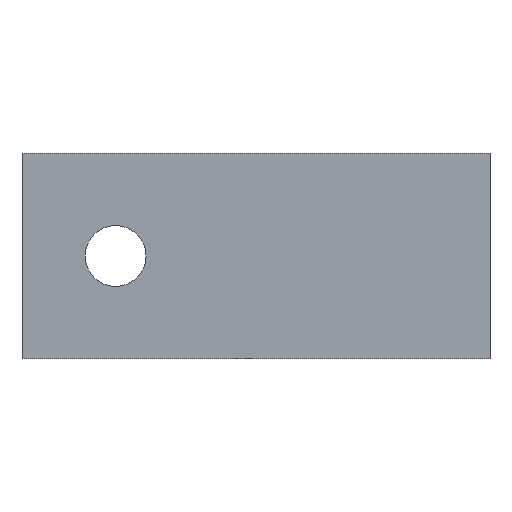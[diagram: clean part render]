
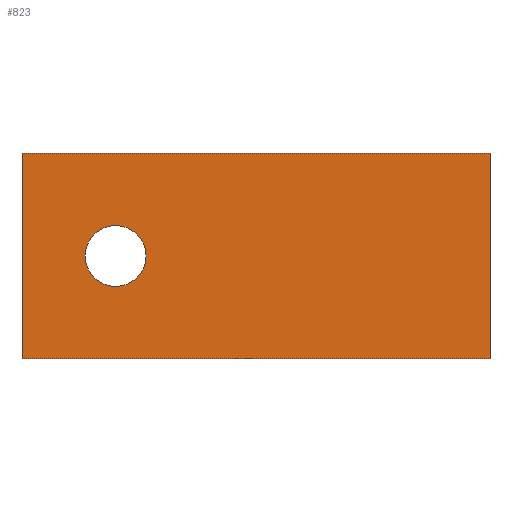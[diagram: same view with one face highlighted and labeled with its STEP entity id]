
A CAD part, front view. The second image highlights one B-rep face of the part: STEP entity #823.
In plain terms, the highlighted planar face has unit normal (0, -1, 0).
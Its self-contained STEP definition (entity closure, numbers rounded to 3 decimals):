
#16 = DIRECTION ( 'NONE',  ( 0., 0., 1. ) ) ;
#17 = DIRECTION ( 'NONE',  ( 0., 1., 0. ) ) ;
#19 = PLANE ( 'NONE',  #880 ) ;
#22 = CARTESIAN_POINT ( 'NONE',  ( 50.785, 80.422, 22. ) ) ;
#114 = CARTESIAN_POINT ( 'NONE',  ( 14.035, 80.422, 11. ) ) ;
#118 = CARTESIAN_POINT ( 'NONE',  ( 50.785, 80.422, 22. ) ) ;
#119 = CARTESIAN_POINT ( 'NONE',  ( 0.785, 80.422, 0. ) ) ;
#122 = CARTESIAN_POINT ( 'NONE',  ( 0.785, 80.422, 22. ) ) ;
#134 = CARTESIAN_POINT ( 'NONE',  ( 7.535, 80.422, 11. ) ) ;
#242 = CIRCLE ( 'NONE', #893, 3.25 ) ;
#252 = VECTOR ( 'NONE', #433, 1000. ) ;
#255 = LINE ( 'NONE', #435, #252 ) ;
#257 = VECTOR ( 'NONE', #444, 1000. ) ;
#263 = VECTOR ( 'NONE', #449, 1000. ) ;
#266 = LINE ( 'NONE', #450, #263 ) ;
#274 = LINE ( 'NONE', #473, #257 ) ;
#286 = VECTOR ( 'NONE', #482, 1000. ) ;
#292 = LINE ( 'NONE', #487, #286 ) ;
#314 = CARTESIAN_POINT ( 'NONE',  ( 50.785, 80.422, 0. ) ) ;
#400 = DIRECTION ( 'NONE',  ( 0., 0., 1. ) ) ;
#406 = DIRECTION ( 'NONE',  ( 0., -1., 0. ) ) ;
#407 = CARTESIAN_POINT ( 'NONE',  ( 10.785, 80.422, 11. ) ) ;
#433 = DIRECTION ( 'NONE',  ( 1., 0., 0. ) ) ;
#435 = CARTESIAN_POINT ( 'NONE',  ( 50.785, 80.422, 22. ) ) ;
#444 = DIRECTION ( 'NONE',  ( 0., 0., -1. ) ) ;
#449 = DIRECTION ( 'NONE',  ( 1., 0., 0. ) ) ;
#450 = CARTESIAN_POINT ( 'NONE',  ( 50.785, 80.422, 0. ) ) ;
#455 = DIRECTION ( 'NONE',  ( 0., 0., 1. ) ) ;
#459 = DIRECTION ( 'NONE',  ( 0., -1., 0. ) ) ;
#462 = CARTESIAN_POINT ( 'NONE',  ( 10.785, 80.422, 11. ) ) ;
#473 = CARTESIAN_POINT ( 'NONE',  ( 50.785, 80.422, 22. ) ) ;
#482 = DIRECTION ( 'NONE',  ( 0., 0., -1. ) ) ;
#487 = CARTESIAN_POINT ( 'NONE',  ( 0.785, 80.422, 22. ) ) ;
#512 = CIRCLE ( 'NONE', #881, 3.25 ) ;
#524 = FACE_BOUND ( 'NONE', #1009, .T. ) ;
#533 = FACE_OUTER_BOUND ( 'NONE', #1010, .T. ) ;
#629 = ORIENTED_EDGE ( 'NONE', *, *, #878, .T. ) ;
#636 = ORIENTED_EDGE ( 'NONE', *, *, #928, .F. ) ;
#711 = ORIENTED_EDGE ( 'NONE', *, *, #852, .F. ) ;
#712 = ORIENTED_EDGE ( 'NONE', *, *, #912, .F. ) ;
#713 = ORIENTED_EDGE ( 'NONE', *, *, #916, .F. ) ;
#715 = ORIENTED_EDGE ( 'NONE', *, *, #907, .T. ) ;
#752 = VERTEX_POINT ( 'NONE', #134 ) ;
#764 = VERTEX_POINT ( 'NONE', #122 ) ;
#767 = VERTEX_POINT ( 'NONE', #119 ) ;
#768 = VERTEX_POINT ( 'NONE', #118 ) ;
#772 = VERTEX_POINT ( 'NONE', #114 ) ;
#823 = ADVANCED_FACE ( 'NONE', ( #533, #524 ), #19, .F. ) ;
#852 = EDGE_CURVE ( 'NONE', #752, #772, #512, .T. ) ;
#878 = EDGE_CURVE ( 'NONE', #764, #767, #292, .T. ) ;
#880 = AXIS2_PLACEMENT_3D ( 'NONE', #22, #17, #16 ) ;
#881 = AXIS2_PLACEMENT_3D ( 'NONE', #462, #459, #455 ) ;
#893 = AXIS2_PLACEMENT_3D ( 'NONE', #407, #406, #400 ) ;
#907 = EDGE_CURVE ( 'NONE', #767, #998, #266, .T. ) ;
#912 = EDGE_CURVE ( 'NONE', #768, #998, #274, .T. ) ;
#916 = EDGE_CURVE ( 'NONE', #764, #768, #255, .T. ) ;
#928 = EDGE_CURVE ( 'NONE', #772, #752, #242, .T. ) ;
#998 = VERTEX_POINT ( 'NONE', #314 ) ;
#1009 = EDGE_LOOP ( 'NONE', ( #711, #636 ) ) ;
#1010 = EDGE_LOOP ( 'NONE', ( #715, #712, #713, #629 ) ) ;
